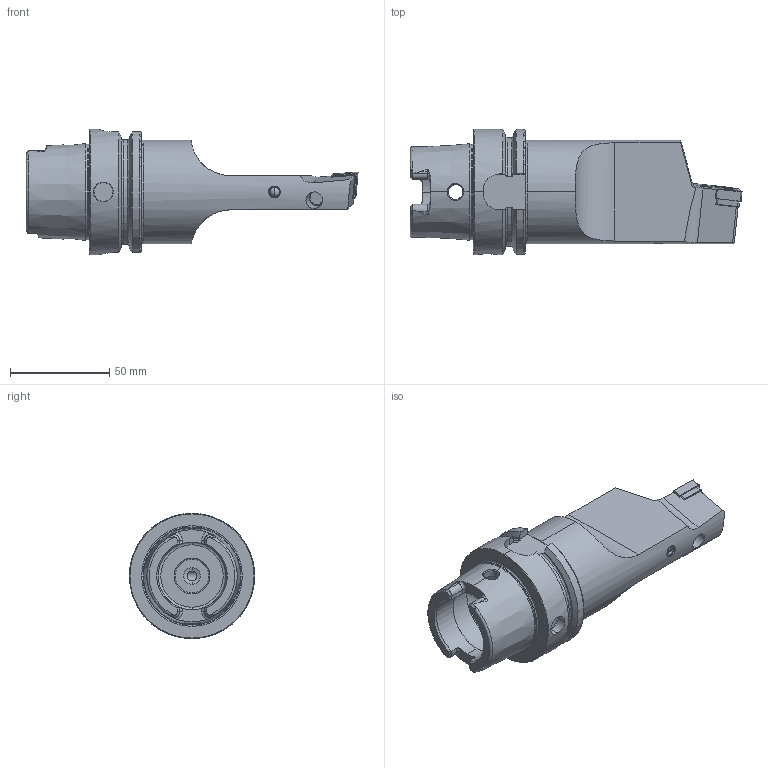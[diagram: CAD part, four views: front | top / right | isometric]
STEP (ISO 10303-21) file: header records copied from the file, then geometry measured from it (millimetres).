
FILE_DESCRIPTION (( 'STEP AP214' ), '1' );
FILE_NAME ('HA6.PCD.LLX.135.STEP', '2022-05-17T05:56:51', ( '' ), ( '' ), 'SwSTEP 2.0', 'SolidWorks 2017', '' );
FILE_SCHEMA (( 'AUTOMOTIVE_DESIGN' ));
Length unit declared in the file: millimetre
Products named in the file (9): WCD; WCD-ER1.101.000; HA6-PCD.LLX.135_A; WCD-ER3.101.000_A; HA6.PCD.LLX.135; KVT_MB_600_060; WCD-ER2.101.003_A; CNMG120404; WCD-ER4.101.017_A
Assembly tree (8 placements, depth 3):
  HA6.PCD.LLX.135
    HA6-PCD.LLX.135_A
    WCD-ER2.101.003_A
    WCD
      WCD-ER4.101.017_A
      WCD-ER3.101.000_A
    KVT_MB_600_060
    CNMG120404
    WCD-ER1.101.000
Bounding box: 166.9 x 63 x 63 mm (x, y, z)
Volume: 198371.4 mm3; surface area: 40570.9 mm2
Topology: 8 solids, 8 shells, 383 faces, 974 edges, 596 vertices
Faces by surface type: plane 124, cylinder 110, cone 93, torus 38, bspline 16, sphere 2
Entity records: 13735 total; most frequent: CARTESIAN_POINT 4238, ORIENTED_EDGE 1918, DIRECTION 1800, EDGE_CURVE 959, AXIS2_PLACEMENT_3D 690, VERTEX_POINT 593, LINE 420, VECTOR 420
